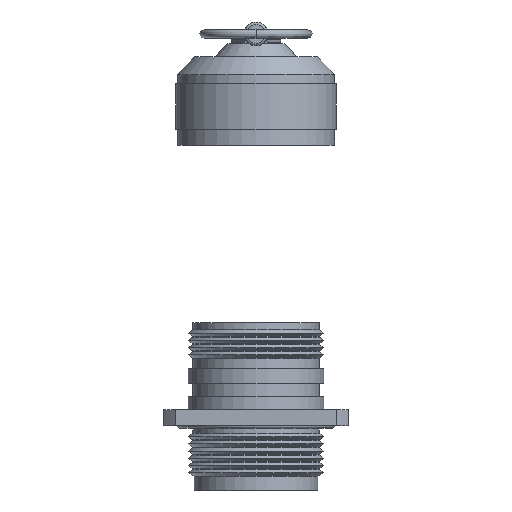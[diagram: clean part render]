
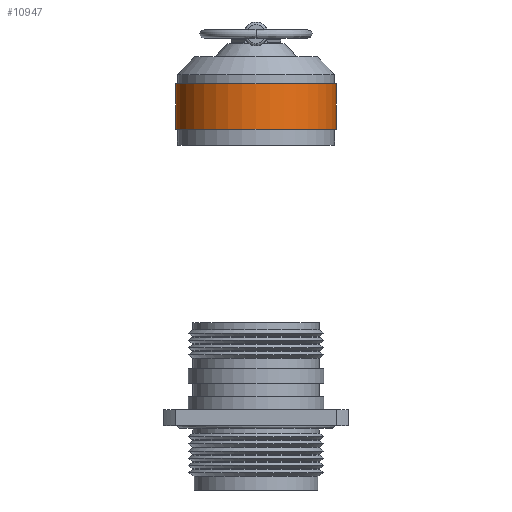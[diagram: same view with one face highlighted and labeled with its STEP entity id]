
A CAD part, front view. The second image highlights one B-rep face of the part: STEP entity #10947.
In plain terms, the highlighted cylindrical face has radius 15.875 mm (diameter 31.75 mm), a partial arc.
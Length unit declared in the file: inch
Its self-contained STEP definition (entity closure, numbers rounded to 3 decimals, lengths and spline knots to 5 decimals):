
#384 = ORIENTED_EDGE ( 'NONE', *, *, #8308, .T. ) ;
#397 = ORIENTED_EDGE ( 'NONE', *, *, #8344, .F. ) ;
#560 = ORIENTED_EDGE ( 'NONE', *, *, #8349, .F. ) ;
#874 = VERTEX_POINT ( 'NONE', #5936 ) ;
#879 = VERTEX_POINT ( 'NONE', #5940 ) ;
#881 = VERTEX_POINT ( 'NONE', #5942 ) ;
#882 = VERTEX_POINT ( 'NONE', #5943 ) ;
#900 = EDGE_LOOP ( 'NONE', ( #1068, #384, #560, #397 ) ) ;
#1068 = ORIENTED_EDGE ( 'NONE', *, *, #8312, .T. ) ;
#1332 = CARTESIAN_POINT ( 'NONE',  ( 0., 0.789, -0.625 ) ) ;
#1339 = DIRECTION ( 'NONE',  ( 0., 1., 0. ) ) ;
#1346 = CARTESIAN_POINT ( 'NONE',  ( 0., 0.12205, 0. ) ) ;
#1347 = DIRECTION ( 'NONE',  ( 0., 1., 0. ) ) ;
#1348 = DIRECTION ( 'NONE',  ( 0., 0., 1. ) ) ;
#2255 = DIRECTION ( 'NONE',  ( 0., 1., 0. ) ) ;
#2256 = DIRECTION ( 'NONE',  ( 0., 0., 1. ) ) ;
#2267 = CARTESIAN_POINT ( 'NONE',  ( 0., 0.789, 0. ) ) ;
#2835 = AXIS2_PLACEMENT_3D ( 'NONE', #13790, #13791, #13792 ) ;
#2843 = AXIS2_PLACEMENT_3D ( 'NONE', #1346, #1347, #1348 ) ;
#5936 = CARTESIAN_POINT ( 'NONE',  ( 0., 0.47805, -0.625 ) ) ;
#5940 = CARTESIAN_POINT ( 'NONE',  ( 0., 0.12205, 0.625 ) ) ;
#5942 = CARTESIAN_POINT ( 'NONE',  ( 0., 0.12205, -0.625 ) ) ;
#5943 = CARTESIAN_POINT ( 'NONE',  ( 0., 0.47805, 0.625 ) ) ;
#6649 = CYLINDRICAL_SURFACE ( 'NONE', #9728, 0.625 ) ;
#6674 = FACE_OUTER_BOUND ( 'NONE', #900, .T. ) ;
#8308 = EDGE_CURVE ( 'NONE', #881, #874, #11894, .T. ) ;
#8312 = EDGE_CURVE ( 'NONE', #879, #881, #11708, .T. ) ;
#8344 = EDGE_CURVE ( 'NONE', #879, #882, #11629, .T. ) ;
#8349 = EDGE_CURVE ( 'NONE', #882, #874, #11730, .T. ) ;
#9728 = AXIS2_PLACEMENT_3D ( 'NONE', #2267, #2255, #2256 ) ;
#10947 = ADVANCED_FACE ( 'NONE', ( #6674 ), #6649, .T. ) ;
#11629 = LINE ( 'NONE', #13776, #11648 ) ;
#11648 = VECTOR ( 'NONE', #13771, 39.37008 ) ;
#11708 = CIRCLE ( 'NONE', #2843, 0.625 ) ;
#11730 = CIRCLE ( 'NONE', #2835, 0.625 ) ;
#11782 = VECTOR ( 'NONE', #1339, 39.37008 ) ;
#11894 = LINE ( 'NONE', #1332, #11782 ) ;
#13771 = DIRECTION ( 'NONE',  ( 0., 1., 0. ) ) ;
#13776 = CARTESIAN_POINT ( 'NONE',  ( 0., 0.789, 0.625 ) ) ;
#13790 = CARTESIAN_POINT ( 'NONE',  ( 0., 0.47805, 0. ) ) ;
#13791 = DIRECTION ( 'NONE',  ( 0., 1., 0. ) ) ;
#13792 = DIRECTION ( 'NONE',  ( 0., 0., 1. ) ) ;
